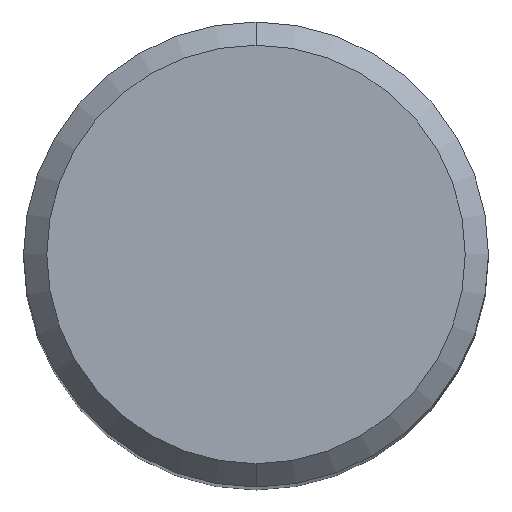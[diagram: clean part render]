
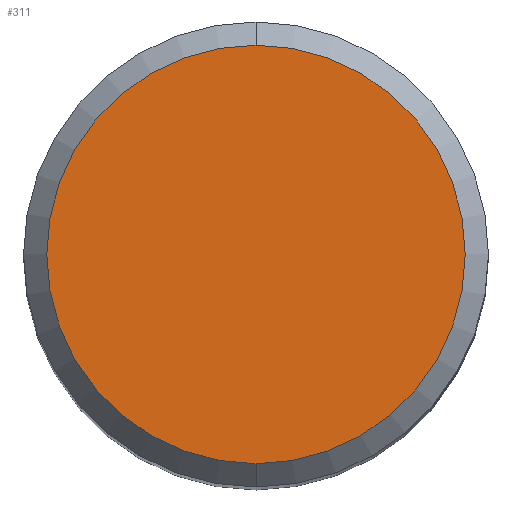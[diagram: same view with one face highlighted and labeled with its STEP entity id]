
A CAD part, top view. The second image highlights one B-rep face of the part: STEP entity #311.
In plain terms, the highlighted planar face has unit normal (0, 0, 1).
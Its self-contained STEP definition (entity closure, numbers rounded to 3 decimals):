
#223=VERTEX_POINT('',#536);
#287=VERTEX_POINT('',#602);
#311=ADVANCED_FACE('',(#629),#630,.T.);
#337=EDGE_CURVE('',#287,#223,#658,.T.);
#443=EDGE_CURVE('',#223,#287,#778,.T.);
#536=CARTESIAN_POINT('',(0.,-5.4,0.0));
#602=CARTESIAN_POINT('',(0.0,5.4,0.0));
#629=FACE_OUTER_BOUND('',#1105,.T.);
#630=PLANE('',#1106);
#658=CIRCLE('',#1183,5.4);
#778=CIRCLE('',#1448,5.4);
#1105=EDGE_LOOP('',(#1655,#1656));
#1106=AXIS2_PLACEMENT_3D('',#1657,#1658,#1659);
#1183=AXIS2_PLACEMENT_3D('',#1685,#1686,#1687);
#1448=AXIS2_PLACEMENT_3D('',#1841,#1842,#1843);
#1655=ORIENTED_EDGE('',*,*,#337,.F.);
#1656=ORIENTED_EDGE('',*,*,#443,.F.);
#1657=CARTESIAN_POINT('',(0.0,2.7,0.0));
#1658=DIRECTION('',(-0.0,0.0,1.0));
#1659=DIRECTION('',(0.0,-1.0,0.0));
#1685=CARTESIAN_POINT('',(0.0,0.0,0.0));
#1686=DIRECTION('',(0.0,0.0,-1.0));
#1687=DIRECTION('',(0.0,1.0,0.0));
#1841=CARTESIAN_POINT('',(0.0,0.0,0.0));
#1842=DIRECTION('',(0.0,0.0,-1.0));
#1843=DIRECTION('',(0.0,1.0,0.0));
